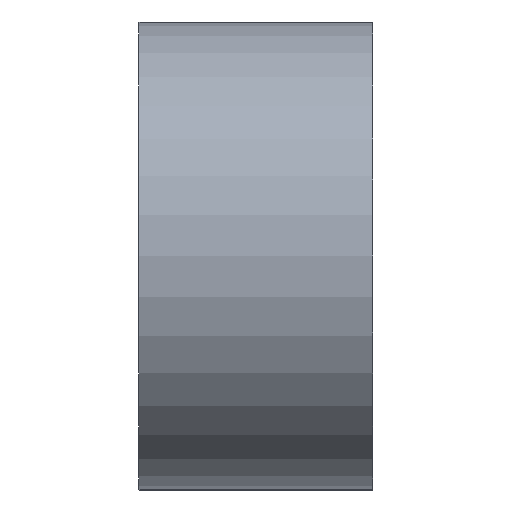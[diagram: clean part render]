
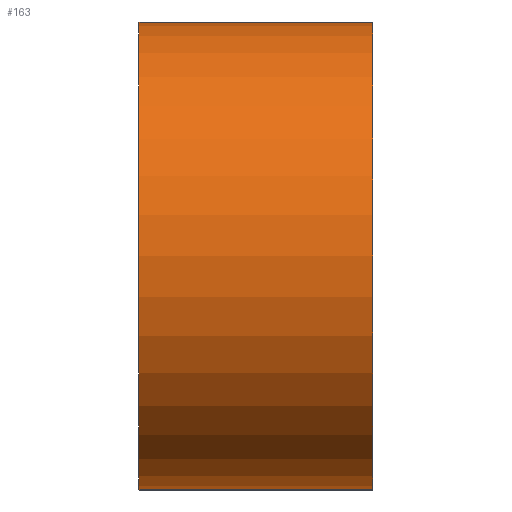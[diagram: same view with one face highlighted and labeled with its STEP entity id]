
A CAD part, left-side view. The second image highlights one B-rep face of the part: STEP entity #163.
In plain terms, the highlighted cylindrical face has radius 100 mm (diameter 200 mm), a partial arc.
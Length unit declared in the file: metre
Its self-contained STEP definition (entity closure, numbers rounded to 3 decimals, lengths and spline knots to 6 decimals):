
#1 = EDGE_CURVE ( 'NONE', #242, #222, #75, .T. ) ;
#2 = AXIS2_PLACEMENT_3D ( 'NONE', #162, #113, #18 ) ;
#10 = AXIS2_PLACEMENT_3D ( 'NONE', #77, #314, #46 ) ;
#15 = ORIENTED_EDGE ( 'NONE', *, *, #20, .F. ) ;
#18 = DIRECTION ( 'NONE',  ( 0., 0., 1. ) ) ;
#20 = EDGE_CURVE ( 'NONE', #242, #303, #341, .T. ) ;
#22 = DIRECTION ( 'NONE',  ( 0., -1., 0. ) ) ;
#23 = VECTOR ( 'NONE', #238, 1. ) ;
#43 = VECTOR ( 'NONE', #22, 1. ) ;
#46 = DIRECTION ( 'NONE',  ( 0., 0., -1. ) ) ;
#63 = CARTESIAN_POINT ( 'NONE',  ( -0.64, 0.05, 0.1 ) ) ;
#66 = ORIENTED_EDGE ( 'NONE', *, *, #356, .T. ) ;
#68 = ORIENTED_EDGE ( 'NONE', *, *, #315, .F. ) ;
#75 = LINE ( 'NONE', #377, #43 ) ;
#77 = CARTESIAN_POINT ( 'NONE',  ( -0.64, 0.05, 0. ) ) ;
#84 = CARTESIAN_POINT ( 'NONE',  ( -0.64, -0.05, 0.1 ) ) ;
#91 = DIRECTION ( 'NONE',  ( 0., 1., 0. ) ) ;
#113 = DIRECTION ( 'NONE',  ( 0., 1., 0. ) ) ;
#162 = CARTESIAN_POINT ( 'NONE',  ( -0.64, 0.05, 0. ) ) ;
#163 = ADVANCED_FACE ( 'NONE', ( #344 ), #256, .T. ) ;
#176 = CARTESIAN_POINT ( 'NONE',  ( -0.64, 0.05, -0.1 ) ) ;
#188 = ORIENTED_EDGE ( 'NONE', *, *, #1, .T. ) ;
#192 = AXIS2_PLACEMENT_3D ( 'NONE', #298, #91, #267 ) ;
#206 = CARTESIAN_POINT ( 'NONE',  ( -0.64, -0.05, -0.1 ) ) ;
#222 = VERTEX_POINT ( 'NONE', #206 ) ;
#238 = DIRECTION ( 'NONE',  ( 0., -1., 0. ) ) ;
#241 = CARTESIAN_POINT ( 'NONE',  ( -0.64, 0.05, 0.1 ) ) ;
#242 = VERTEX_POINT ( 'NONE', #176 ) ;
#243 = EDGE_LOOP ( 'NONE', ( #66, #68, #15, #188 ) ) ;
#256 = CYLINDRICAL_SURFACE ( 'NONE', #10, 0.1 ) ;
#267 = DIRECTION ( 'NONE',  ( 0., 0., 1. ) ) ;
#298 = CARTESIAN_POINT ( 'NONE',  ( -0.64, -0.05, 0. ) ) ;
#303 = VERTEX_POINT ( 'NONE', #241 ) ;
#314 = DIRECTION ( 'NONE',  ( 0., -1., 0. ) ) ;
#315 = EDGE_CURVE ( 'NONE', #303, #361, #382, .T. ) ;
#341 = CIRCLE ( 'NONE', #2, 0.1 ) ;
#344 = FACE_OUTER_BOUND ( 'NONE', #243, .T. ) ;
#356 = EDGE_CURVE ( 'NONE', #222, #361, #360, .T. ) ;
#360 = CIRCLE ( 'NONE', #192, 0.1 ) ;
#361 = VERTEX_POINT ( 'NONE', #84 ) ;
#377 = CARTESIAN_POINT ( 'NONE',  ( -0.64, 0.05, -0.1 ) ) ;
#382 = LINE ( 'NONE', #63, #23 ) ;
